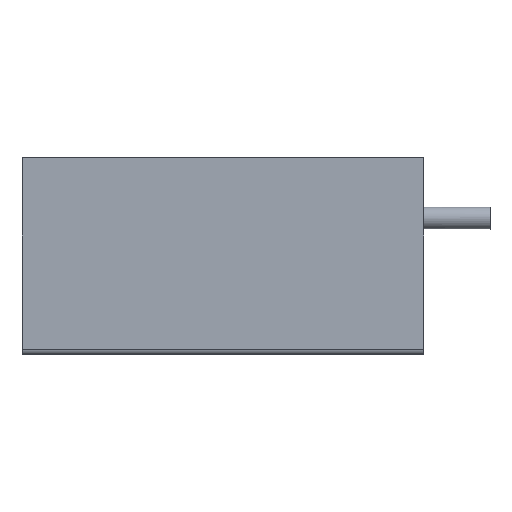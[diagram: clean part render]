
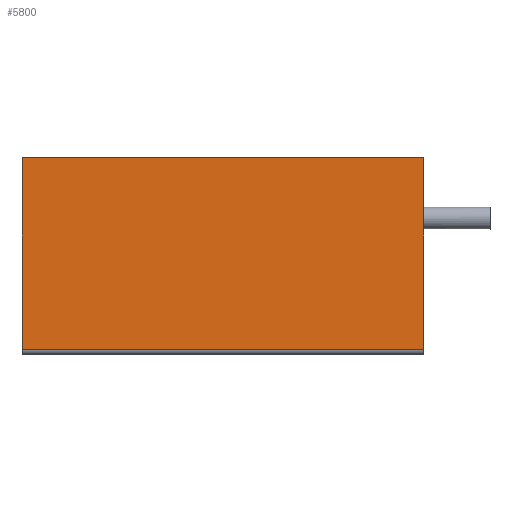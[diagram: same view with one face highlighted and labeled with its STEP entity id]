
A CAD part, left-side view. The second image highlights one B-rep face of the part: STEP entity #5800.
In plain terms, the highlighted planar face has unit normal (-1, 0, 0).
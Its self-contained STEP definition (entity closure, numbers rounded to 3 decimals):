
#703=ORIENTED_EDGE('',*,*,#1837,.T.);
#704=ORIENTED_EDGE('',*,*,#1849,.T.);
#705=ORIENTED_EDGE('',*,*,#1758,.F.);
#706=ORIENTED_EDGE('',*,*,#1846,.T.);
#1758=EDGE_CURVE('',#2365,#2366,#2771,.T.);
#1837=EDGE_CURVE('',#2420,#2419,#2828,.T.);
#1846=EDGE_CURVE('',#2365,#2420,#2835,.T.);
#1849=EDGE_CURVE('',#2419,#2366,#2838,.T.);
#2365=VERTEX_POINT('',#7300);
#2366=VERTEX_POINT('',#7302);
#2419=VERTEX_POINT('',#7455);
#2420=VERTEX_POINT('',#7457);
#2771=LINE('',#7301,#3060);
#2828=LINE('',#7456,#3117);
#2835=LINE('',#7472,#3124);
#2838=LINE('',#7478,#3127);
#3060=VECTOR('',#6426,1000.);
#3117=VECTOR('',#6571,1000.);
#3124=VECTOR('',#6584,1000.);
#3127=VECTOR('',#6593,1000.);
#3327=EDGE_LOOP('',(#703,#704,#705,#706));
#3596=FACE_BOUND('',#3327,.T.);
#3854=PLANE('',#6117);
#5800=ADVANCED_FACE('',(#3596),#3854,.T.);
#6117=AXIS2_PLACEMENT_3D('',#7477,#6591,#6592);
#6426=DIRECTION('',(0.,0.,-1.));
#6571=DIRECTION('',(0.,0.,-1.));
#6584=DIRECTION('',(0.,1.,0.));
#6591=DIRECTION('',(-1.,0.,0.));
#6592=DIRECTION('',(0.,0.,1.));
#6593=DIRECTION('',(0.,-1.,0.));
#7300=CARTESIAN_POINT('',(-7.417,-10.058,5.055));
#7301=CARTESIAN_POINT('',(-7.417,-10.058,5.055));
#7302=CARTESIAN_POINT('',(-7.417,-10.058,-4.559));
#7455=CARTESIAN_POINT('',(-7.417,10.058,-4.559));
#7456=CARTESIAN_POINT('',(-7.417,10.058,5.055));
#7457=CARTESIAN_POINT('',(-7.417,10.058,5.055));
#7472=CARTESIAN_POINT('',(-7.417,-10.058,5.055));
#7477=CARTESIAN_POINT('',(-7.417,-10.058,5.055));
#7478=CARTESIAN_POINT('',(-7.417,-10.058,-4.559));
